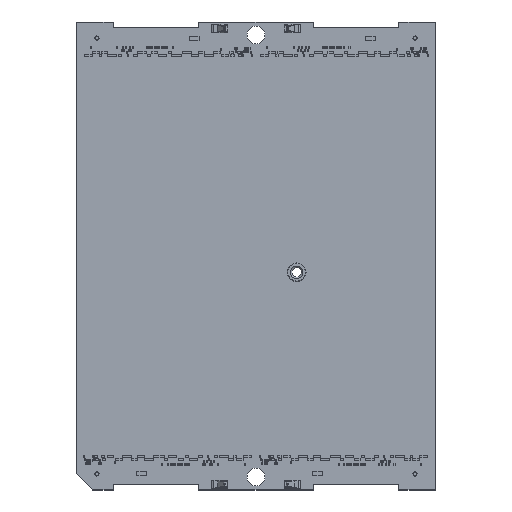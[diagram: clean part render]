
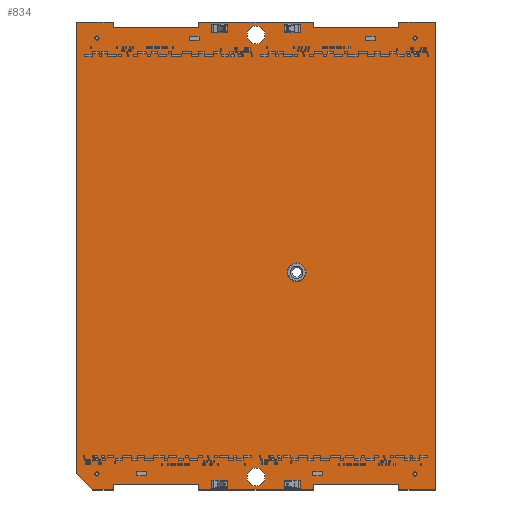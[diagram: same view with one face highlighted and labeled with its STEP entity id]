
A CAD part, top view. The second image highlights one B-rep face of the part: STEP entity #834.
In plain terms, the highlighted planar face has unit normal (0, 0, 1).
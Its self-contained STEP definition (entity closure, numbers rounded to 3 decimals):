
#89 = VERTEX_POINT('',#90);
#90 = CARTESIAN_POINT('',(0.,0.,0.));
#107 = VERTEX_POINT('',#108);
#108 = CARTESIAN_POINT('',(4.5,0.,0.));
#114 = EDGE_CURVE('',#89,#107,#115,.T.);
#115 = LINE('',#116,#117);
#116 = CARTESIAN_POINT('',(0.,0.,0.));
#117 = VECTOR('',#118,1.);
#118 = DIRECTION('',(1.,0.,0.));
#138 = VERTEX_POINT('',#139);
#139 = CARTESIAN_POINT('',(0.,-55.5,0.));
#145 = EDGE_CURVE('',#89,#138,#146,.T.);
#146 = LINE('',#147,#148);
#147 = CARTESIAN_POINT('',(0.,0.,0.));
#148 = VECTOR('',#149,1.);
#149 = DIRECTION('',(0.,-1.,0.));
#169 = VERTEX_POINT('',#170);
#170 = CARTESIAN_POINT('',(4.5,-0.7,0.));
#176 = EDGE_CURVE('',#107,#169,#177,.T.);
#177 = LINE('',#178,#179);
#178 = CARTESIAN_POINT('',(4.5,0.,0.));
#179 = VECTOR('',#180,1.);
#180 = DIRECTION('',(0.,-1.,0.));
#191 = VERTEX_POINT('',#192);
#192 = CARTESIAN_POINT('',(2.,-57.5,0.));
#207 = EDGE_CURVE('',#191,#138,#208,.T.);
#208 = LINE('',#209,#210);
#209 = CARTESIAN_POINT('',(2.,-57.5,0.));
#210 = VECTOR('',#211,1.);
#211 = DIRECTION('',(-0.707,0.707,0.));
#231 = VERTEX_POINT('',#232);
#232 = CARTESIAN_POINT('',(15.,-0.7,0.));
#238 = EDGE_CURVE('',#169,#231,#239,.T.);
#239 = LINE('',#240,#241);
#240 = CARTESIAN_POINT('',(4.5,-0.7,0.));
#241 = VECTOR('',#242,1.);
#242 = DIRECTION('',(1.,0.,0.));
#262 = VERTEX_POINT('',#263);
#263 = CARTESIAN_POINT('',(4.5,-57.5,0.));
#269 = EDGE_CURVE('',#191,#262,#270,.T.);
#270 = LINE('',#271,#272);
#271 = CARTESIAN_POINT('',(2.,-57.5,0.));
#272 = VECTOR('',#273,1.);
#273 = DIRECTION('',(1.,0.,0.));
#293 = VERTEX_POINT('',#294);
#294 = CARTESIAN_POINT('',(15.,0.,0.));
#300 = EDGE_CURVE('',#231,#293,#301,.T.);
#301 = LINE('',#302,#303);
#302 = CARTESIAN_POINT('',(15.,-0.7,0.));
#303 = VECTOR('',#304,1.);
#304 = DIRECTION('',(0.,1.,0.));
#324 = VERTEX_POINT('',#325);
#325 = CARTESIAN_POINT('',(4.5,-56.8,0.));
#331 = EDGE_CURVE('',#262,#324,#332,.T.);
#332 = LINE('',#333,#334);
#333 = CARTESIAN_POINT('',(4.5,-57.5,0.));
#334 = VECTOR('',#335,1.);
#335 = DIRECTION('',(0.,1.,0.));
#355 = VERTEX_POINT('',#356);
#356 = CARTESIAN_POINT('',(29.1,0.,0.));
#362 = EDGE_CURVE('',#293,#355,#363,.T.);
#363 = LINE('',#364,#365);
#364 = CARTESIAN_POINT('',(15.,0.,0.));
#365 = VECTOR('',#366,1.);
#366 = DIRECTION('',(1.,0.,0.));
#386 = VERTEX_POINT('',#387);
#387 = CARTESIAN_POINT('',(15.,-56.8,0.));
#393 = EDGE_CURVE('',#324,#386,#394,.T.);
#394 = LINE('',#395,#396);
#395 = CARTESIAN_POINT('',(4.5,-56.8,0.));
#396 = VECTOR('',#397,1.);
#397 = DIRECTION('',(1.,0.,0.));
#408 = VERTEX_POINT('',#409);
#409 = CARTESIAN_POINT('',(29.1,-0.7,0.));
#424 = EDGE_CURVE('',#408,#355,#425,.T.);
#425 = LINE('',#426,#427);
#426 = CARTESIAN_POINT('',(29.1,-0.7,0.));
#427 = VECTOR('',#428,1.);
#428 = DIRECTION('',(0.,1.,0.));
#448 = VERTEX_POINT('',#449);
#449 = CARTESIAN_POINT('',(15.,-57.5,0.));
#455 = EDGE_CURVE('',#386,#448,#456,.T.);
#456 = LINE('',#457,#458);
#457 = CARTESIAN_POINT('',(15.,-56.8,0.));
#458 = VECTOR('',#459,1.);
#459 = DIRECTION('',(0.,-1.,0.));
#470 = VERTEX_POINT('',#471);
#471 = CARTESIAN_POINT('',(39.6,-0.7,0.));
#486 = EDGE_CURVE('',#470,#408,#487,.T.);
#487 = LINE('',#488,#489);
#488 = CARTESIAN_POINT('',(39.6,-0.7,0.));
#489 = VECTOR('',#490,1.);
#490 = DIRECTION('',(-1.,0.,0.));
#501 = VERTEX_POINT('',#502);
#502 = CARTESIAN_POINT('',(29.1,-57.5,0.));
#517 = EDGE_CURVE('',#501,#448,#518,.T.);
#518 = LINE('',#519,#520);
#519 = CARTESIAN_POINT('',(29.1,-57.5,0.));
#520 = VECTOR('',#521,1.);
#521 = DIRECTION('',(-1.,0.,0.));
#532 = VERTEX_POINT('',#533);
#533 = CARTESIAN_POINT('',(39.6,0.,0.));
#548 = EDGE_CURVE('',#532,#470,#549,.T.);
#549 = LINE('',#550,#551);
#550 = CARTESIAN_POINT('',(39.6,0.,0.));
#551 = VECTOR('',#552,1.);
#552 = DIRECTION('',(0.,-1.,0.));
#563 = VERTEX_POINT('',#564);
#564 = CARTESIAN_POINT('',(29.1,-56.8,0.));
#579 = EDGE_CURVE('',#563,#501,#580,.T.);
#580 = LINE('',#581,#582);
#581 = CARTESIAN_POINT('',(29.1,-56.8,0.));
#582 = VECTOR('',#583,1.);
#583 = DIRECTION('',(0.,-1.,0.));
#594 = VERTEX_POINT('',#595);
#595 = CARTESIAN_POINT('',(44.1,0.,0.));
#610 = EDGE_CURVE('',#594,#532,#611,.T.);
#611 = LINE('',#612,#613);
#612 = CARTESIAN_POINT('',(44.1,0.,0.));
#613 = VECTOR('',#614,1.);
#614 = DIRECTION('',(-1.,0.,0.));
#625 = VERTEX_POINT('',#626);
#626 = CARTESIAN_POINT('',(39.6,-56.8,0.));
#641 = EDGE_CURVE('',#625,#563,#642,.T.);
#642 = LINE('',#643,#644);
#643 = CARTESIAN_POINT('',(39.6,-56.8,0.));
#644 = VECTOR('',#645,1.);
#645 = DIRECTION('',(-1.,0.,0.));
#665 = VERTEX_POINT('',#666);
#666 = CARTESIAN_POINT('',(44.1,-57.5,0.));
#672 = EDGE_CURVE('',#594,#665,#673,.T.);
#673 = LINE('',#674,#675);
#674 = CARTESIAN_POINT('',(44.1,0.,0.));
#675 = VECTOR('',#676,1.);
#676 = DIRECTION('',(0.,-1.,0.));
#687 = VERTEX_POINT('',#688);
#688 = CARTESIAN_POINT('',(39.6,-57.5,0.));
#703 = EDGE_CURVE('',#687,#625,#704,.T.);
#704 = LINE('',#705,#706);
#705 = CARTESIAN_POINT('',(39.6,-57.5,0.));
#706 = VECTOR('',#707,1.);
#707 = DIRECTION('',(0.,1.,0.));
#725 = EDGE_CURVE('',#665,#687,#726,.T.);
#726 = LINE('',#727,#728);
#727 = CARTESIAN_POINT('',(44.1,-57.5,0.));
#728 = VECTOR('',#729,1.);
#729 = DIRECTION('',(-1.,0.,0.));
#740 = VERTEX_POINT('',#741);
#741 = CARTESIAN_POINT('',(23.15,-55.9,0.));
#757 = EDGE_CURVE('',#740,#740,#758,.T.);
#758 = CIRCLE('',#759,1.1);
#759 = AXIS2_PLACEMENT_3D('',#760,#761,#762);
#760 = CARTESIAN_POINT('',(22.05,-55.9,0.));
#761 = DIRECTION('',(0.,0.,1.));
#762 = DIRECTION('',(1.,0.,-0.));
#773 = VERTEX_POINT('',#774);
#774 = CARTESIAN_POINT('',(28.195,-30.75,0.));
#790 = EDGE_CURVE('',#773,#773,#791,.T.);
#791 = CIRCLE('',#792,1.145);
#792 = AXIS2_PLACEMENT_3D('',#793,#794,#795);
#793 = CARTESIAN_POINT('',(27.05,-30.75,0.));
#794 = DIRECTION('',(0.,0.,1.));
#795 = DIRECTION('',(1.,0.,-0.));
#806 = VERTEX_POINT('',#807);
#807 = CARTESIAN_POINT('',(23.15,-1.6,0.));
#823 = EDGE_CURVE('',#806,#806,#824,.T.);
#824 = CIRCLE('',#825,1.1);
#825 = AXIS2_PLACEMENT_3D('',#826,#827,#828);
#826 = CARTESIAN_POINT('',(22.05,-1.6,0.));
#827 = DIRECTION('',(0.,0.,1.));
#828 = DIRECTION('',(1.,0.,-0.));
#834 = ADVANCED_FACE('',(#835,#858,#861,#864),#867,.T.);
#835 = FACE_BOUND('',#836,.T.);
#836 = EDGE_LOOP('',(#837,#838,#839,#840,#841,#842,#843,#844,#845,#846,
    #847,#848,#849,#850,#851,#852,#853,#854,#855,#856,#857));
#837 = ORIENTED_EDGE('',*,*,#114,.F.);
#838 = ORIENTED_EDGE('',*,*,#145,.T.);
#839 = ORIENTED_EDGE('',*,*,#207,.F.);
#840 = ORIENTED_EDGE('',*,*,#269,.T.);
#841 = ORIENTED_EDGE('',*,*,#331,.T.);
#842 = ORIENTED_EDGE('',*,*,#393,.T.);
#843 = ORIENTED_EDGE('',*,*,#455,.T.);
#844 = ORIENTED_EDGE('',*,*,#517,.F.);
#845 = ORIENTED_EDGE('',*,*,#579,.F.);
#846 = ORIENTED_EDGE('',*,*,#641,.F.);
#847 = ORIENTED_EDGE('',*,*,#703,.F.);
#848 = ORIENTED_EDGE('',*,*,#725,.F.);
#849 = ORIENTED_EDGE('',*,*,#672,.F.);
#850 = ORIENTED_EDGE('',*,*,#610,.T.);
#851 = ORIENTED_EDGE('',*,*,#548,.T.);
#852 = ORIENTED_EDGE('',*,*,#486,.T.);
#853 = ORIENTED_EDGE('',*,*,#424,.T.);
#854 = ORIENTED_EDGE('',*,*,#362,.F.);
#855 = ORIENTED_EDGE('',*,*,#300,.F.);
#856 = ORIENTED_EDGE('',*,*,#238,.F.);
#857 = ORIENTED_EDGE('',*,*,#176,.F.);
#858 = FACE_BOUND('',#859,.T.);
#859 = EDGE_LOOP('',(#860));
#860 = ORIENTED_EDGE('',*,*,#757,.F.);
#861 = FACE_BOUND('',#862,.T.);
#862 = EDGE_LOOP('',(#863));
#863 = ORIENTED_EDGE('',*,*,#790,.F.);
#864 = FACE_BOUND('',#865,.T.);
#865 = EDGE_LOOP('',(#866));
#866 = ORIENTED_EDGE('',*,*,#823,.F.);
#867 = PLANE('',#868);
#868 = AXIS2_PLACEMENT_3D('',#869,#870,#871);
#869 = CARTESIAN_POINT('',(22.178,-28.584,0.));
#870 = DIRECTION('',(0.,0.,1.));
#871 = DIRECTION('',(1.,0.,0.));
